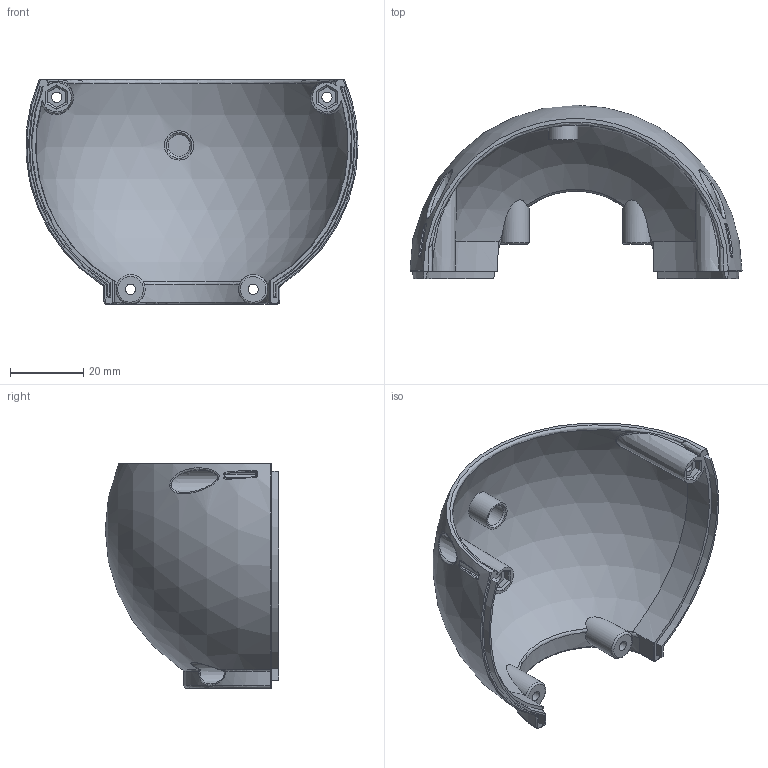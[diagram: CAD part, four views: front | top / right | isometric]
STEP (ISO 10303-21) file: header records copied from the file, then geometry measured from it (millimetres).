
FILE_DESCRIPTION(/* description */ (''),/* implementation_level */ '2;1');
FILE_NAME(/* name */ '9f9b2126-c3ae-4562-9303-94e1f4775342.stp',/* time_stamp */ '2019-09-01T14:44:32-06:00',/* author */ ('sridharPR5JY'),/* organization */ (''),/* preprocessor_version */ 'ST-DEVELOPER v18',/* originating_system */ 'Autodesk Translation Framework v8.2.0.1029',/* authorisation */ '');
FILE_SCHEMA (('AUTOMOTIVE_DESIGN { 1 0 10303 214 3 1 1 }'));
Length unit declared in the file: millimetre
Products named in the file (1): NECK_GLOBE_REAR
Bounding box: 90.9 x 47.5 x 61.5 mm (x, y, z)
Volume: 17893.6 mm3; surface area: 19579.1 mm2
Topology: 1 solids, 1 shells, 174 faces, 440 edges, 276 vertices
Faces by surface type: plane 55, bspline 50, cylinder 23, cone 20, torus 19, sphere 7
Full cylindrical faces by diameter (mm): 2.8 x4, 6 x1, 8 x1
Entity records: 15108 total; most frequent: CARTESIAN_POINT 11249, ORIENTED_EDGE 876, DIRECTION 696, EDGE_CURVE 438, AXIS2_PLACEMENT_3D 285, VERTEX_POINT 276, EDGE_LOOP 192, FACE_OUTER_BOUND 174
